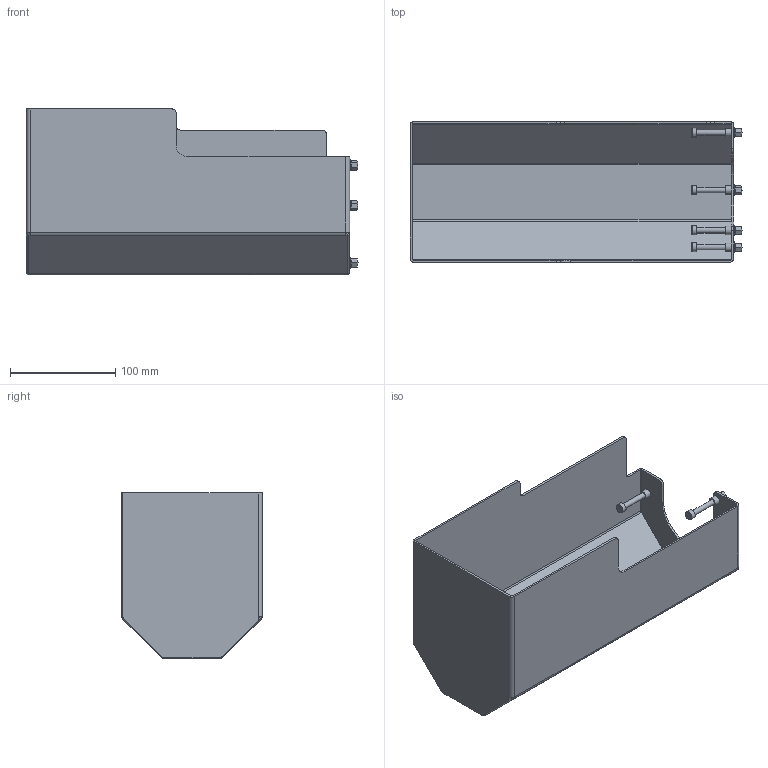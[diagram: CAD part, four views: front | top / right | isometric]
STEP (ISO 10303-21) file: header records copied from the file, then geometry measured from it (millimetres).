
FILE_DESCRIPTION(/* description */ ('Norm.ipt Template'),/* implementation_level */ '2;1');
FILE_NAME(/* name */ 'MT_BGR00102003.stp',/* time_stamp */ '2024-09-17T16:02:14+02:00',/* author */ ('michael.schutter'),/* organization */ (''),/* preprocessor_version */ 'ST-DEVELOPER v19.2',/* originating_system */ 'Autodesk Inventor 2023',/* authorisation */ '');
FILE_SCHEMA (('AUTOMOTIVE_DESIGN { 1 0 10303 214 3 1 1 }'));
Length unit declared in the file: millimetre
Products named in the file (1): MT_WST00103701 Dummy Ölwanne
Bounding box: 316 x 134 x 158 mm (x, y, z)
Volume: 281011.9 mm3; surface area: 287439 mm2
Topology: 19 solids, 20 shells, 302 faces, 667 edges, 395 vertices
Faces by surface type: plane 193, cylinder 52, bspline 37, torus 8, cone 8, sphere 4
Full cylindrical faces by diameter (mm): 5 x4, 8 x4, 8.5 x4, 10 x4
Entity records: 9211 total; most frequent: CARTESIAN_POINT 2440, ORIENTED_EDGE 1314, DIRECTION 1278, EDGE_CURVE 657, AXIS2_PLACEMENT_3D 432, LINE 414, VECTOR 414, VERTEX_POINT 395
